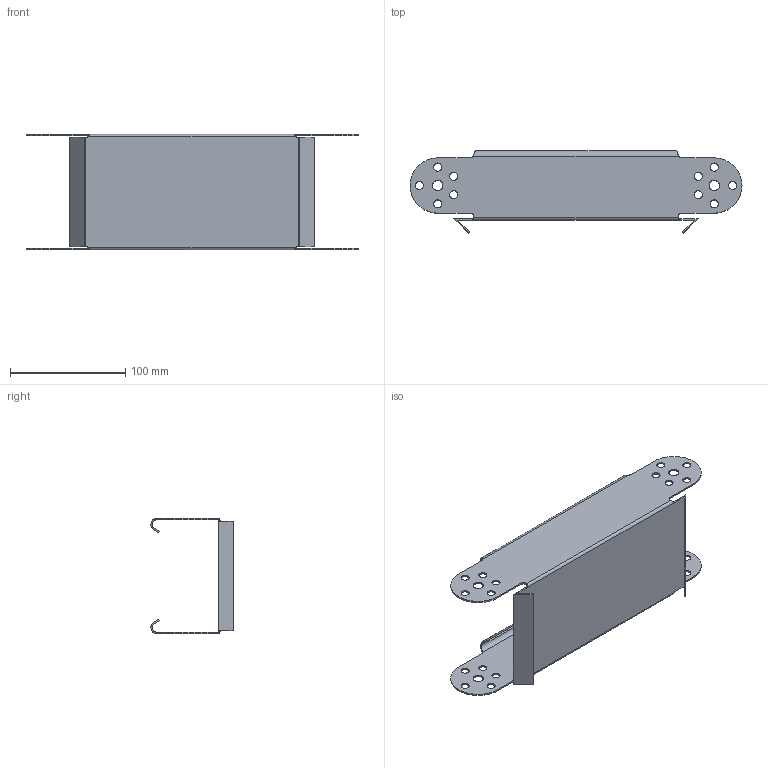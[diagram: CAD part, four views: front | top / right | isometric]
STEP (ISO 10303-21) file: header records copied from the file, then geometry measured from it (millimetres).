
FILE_DESCRIPTION (( 'STEP AP214' ), '1' );
FILE_NAME ('7075671.STEP', '2020-05-08T09:22:38', ( '' ), ( '' ), 'SwSTEP 2.0', 'SolidWorks 2018', '' );
FILE_SCHEMA (( 'AUTOMOTIVE_DESIGN' ));
Length unit declared in the file: millimetre
Products named in the file (1): 7075671
Bounding box: 288 x 71.25 x 100 mm (x, y, z)
Volume: 71408.2 mm3; surface area: 116560.3 mm2
Topology: 1 solids, 1 shells, 128 faces, 346 edges, 220 vertices
Faces by surface type: cylinder 76, plane 40, bspline 12
Entity records: 4718 total; most frequent: CARTESIAN_POINT 1377, ORIENTED_EDGE 692, DIRECTION 672, EDGE_CURVE 346, AXIS2_PLACEMENT_3D 253, VERTEX_POINT 220, EDGE_LOOP 176, LINE 166
